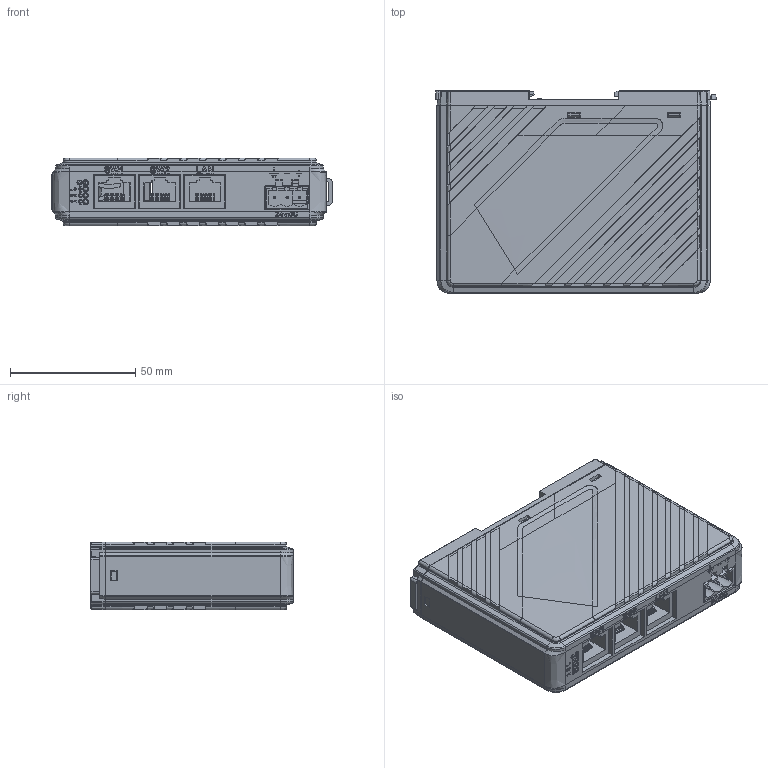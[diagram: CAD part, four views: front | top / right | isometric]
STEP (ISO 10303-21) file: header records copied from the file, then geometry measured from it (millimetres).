
FILE_DESCRIPTION (( 'STEP AP203' ), '1' );
FILE_NAME ('cMT-G04..STEP', '2018-11-07T06:34:27', ( 'Annayang' ), ( '' ), 'SwSTEP 2.0', 'SolidWorks 2011', '' );
FILE_SCHEMA (( 'CONFIG_CONTROL_DESIGN' ));
Length unit declared in the file: millimetre
Products named in the file (1): cMT-G04.
Bounding box: 112.04 x 80.92 x 27.07 mm (x, y, z)
Surface area: 48794.9 mm2 (no closed solid volume)
Topology: 0 solids, 21 shells, 1167 faces, 4200 edges, 3009 vertices
Faces by surface type: plane 675, cylinder 277, cone 129, torus 45, bspline 35, sphere 6
Entity records: 49880 total; most frequent: CARTESIAN_POINT 16063, ORIENTED_EDGE 7299, DIRECTION 6153, EDGE_CURVE 4186, VERTEX_POINT 3009, VECTOR 2837, LINE 2837, AXIS2_PLACEMENT_3D 1658
